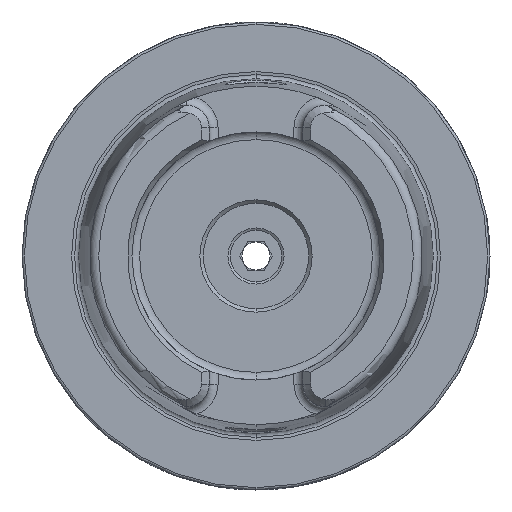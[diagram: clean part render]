
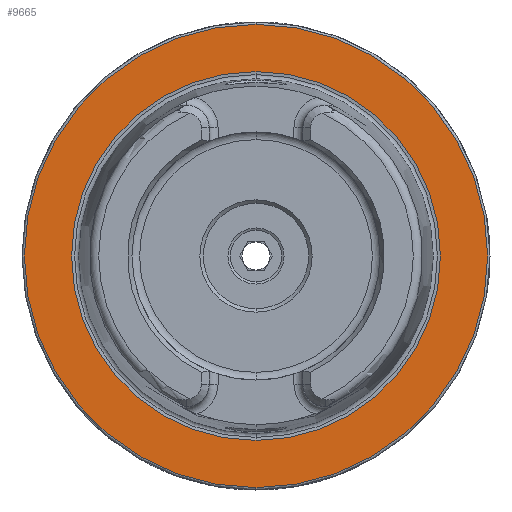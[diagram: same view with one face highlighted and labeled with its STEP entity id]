
A CAD part, left-side view. The second image highlights one B-rep face of the part: STEP entity #9665.
In plain terms, the highlighted planar face has unit normal (-1, 0, 0).
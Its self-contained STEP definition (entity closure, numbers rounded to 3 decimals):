
#388 = ORIENTED_EDGE ( 'NONE', *, *, #6807, .T. ) ;
#700 = AXIS2_PLACEMENT_3D ( 'NONE', #4688, #4693, #4694 ) ;
#750 = AXIS2_PLACEMENT_3D ( 'NONE', #4119, #4120, #4121 ) ;
#753 = AXIS2_PLACEMENT_3D ( 'NONE', #4131, #4132, #4133 ) ;
#1626 = ORIENTED_EDGE ( 'NONE', *, *, #10628, .T. ) ;
#1640 = ORIENTED_EDGE ( 'NONE', *, *, #6806, .F. ) ;
#1641 = ORIENTED_EDGE ( 'NONE', *, *, #10632, .F. ) ;
#2324 = CARTESIAN_POINT ( 'NONE',  ( 0., 0., 49.5 ) ) ;
#2326 = CARTESIAN_POINT ( 'NONE',  ( 0., 0., -49.5 ) ) ;
#2337 = CARTESIAN_POINT ( 'NONE',  ( 0., 0., -39.405 ) ) ;
#2344 = CARTESIAN_POINT ( 'NONE',  ( 0., 0., 39.405 ) ) ;
#2966 = AXIS2_PLACEMENT_3D ( 'NONE', #9168, #9169, #9170 ) ;
#2967 = AXIS2_PLACEMENT_3D ( 'NONE', #9171, #9172, #9173 ) ;
#4119 = CARTESIAN_POINT ( 'NONE',  ( 0., 0., 0. ) ) ;
#4120 = DIRECTION ( 'NONE',  ( -1., 0., 0. ) ) ;
#4121 = DIRECTION ( 'NONE',  ( 0., 0., 1. ) ) ;
#4131 = CARTESIAN_POINT ( 'NONE',  ( 0., 0., 0. ) ) ;
#4132 = DIRECTION ( 'NONE',  ( -1., 0., 0. ) ) ;
#4133 = DIRECTION ( 'NONE',  ( 0., 0., 1. ) ) ;
#4688 = CARTESIAN_POINT ( 'NONE',  ( 0., 49.5, 0. ) ) ;
#4691 = PLANE ( 'NONE',  #700 ) ;
#4693 = DIRECTION ( 'NONE',  ( 1., 0., 0. ) ) ;
#4694 = DIRECTION ( 'NONE',  ( 0., 0., -1. ) ) ;
#6528 = CIRCLE ( 'NONE', #2967, 49.5 ) ;
#6530 = CIRCLE ( 'NONE', #2966, 39.405 ) ;
#6806 = EDGE_CURVE ( 'NONE', #7973, #7971, #6530, .T. ) ;
#6807 = EDGE_CURVE ( 'NONE', #7964, #7962, #6528, .T. ) ;
#7962 = VERTEX_POINT ( 'NONE', #2324 ) ;
#7964 = VERTEX_POINT ( 'NONE', #2326 ) ;
#7971 = VERTEX_POINT ( 'NONE', #2337 ) ;
#7973 = VERTEX_POINT ( 'NONE', #2344 ) ;
#8033 = EDGE_LOOP ( 'NONE', ( #1640, #1641 ) ) ;
#8048 = EDGE_LOOP ( 'NONE', ( #1626, #388 ) ) ;
#8614 = FACE_BOUND ( 'NONE', #8033, .T. ) ;
#8619 = FACE_OUTER_BOUND ( 'NONE', #8048, .T. ) ;
#8742 = CIRCLE ( 'NONE', #750, 49.5 ) ;
#8745 = CIRCLE ( 'NONE', #753, 39.405 ) ;
#9168 = CARTESIAN_POINT ( 'NONE',  ( 0., 0., 0. ) ) ;
#9169 = DIRECTION ( 'NONE',  ( -1., 0., 0. ) ) ;
#9170 = DIRECTION ( 'NONE',  ( 0., 0., 1. ) ) ;
#9171 = CARTESIAN_POINT ( 'NONE',  ( 0., 0., 0. ) ) ;
#9172 = DIRECTION ( 'NONE',  ( -1., 0., 0. ) ) ;
#9173 = DIRECTION ( 'NONE',  ( 0., 0., 1. ) ) ;
#9665 = ADVANCED_FACE ( 'NONE', ( #8614, #8619 ), #4691, .F. ) ;
#10628 = EDGE_CURVE ( 'NONE', #7962, #7964, #8742, .T. ) ;
#10632 = EDGE_CURVE ( 'NONE', #7971, #7973, #8745, .T. ) ;
